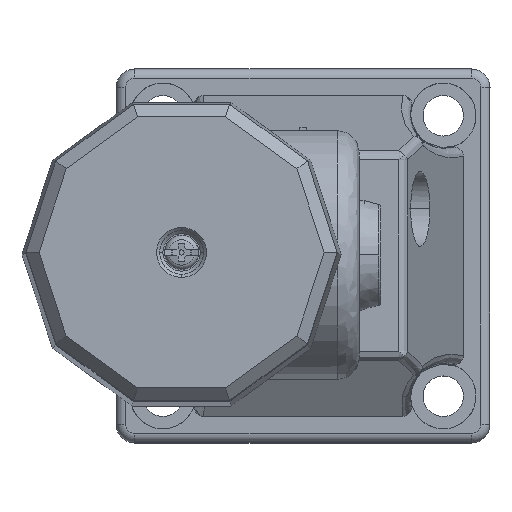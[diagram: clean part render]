
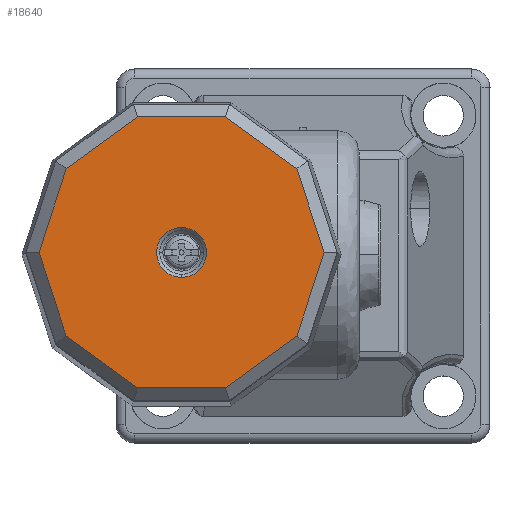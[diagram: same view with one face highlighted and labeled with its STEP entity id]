
A CAD part, top view. The second image highlights one B-rep face of the part: STEP entity #18640.
In plain terms, the highlighted planar face has unit normal (0, 0, 1).
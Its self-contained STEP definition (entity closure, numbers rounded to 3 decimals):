
#17872=CARTESIAN_POINT('',(-19.5,-4.,336.));
#17873=VERTEX_POINT('',#17872);
#17882=CARTESIAN_POINT('',(-19.5,4.,336.));
#17883=VERTEX_POINT('',#17882);
#17884=CARTESIAN_POINT('',(-19.5,0.,336.));
#17885=DIRECTION('',(0.0,0.0,1.0));
#17886=DIRECTION('',(0.0,-1.0,0.0));
#17887=AXIS2_PLACEMENT_3D('',#17884,#17885,#17886);
#17888=CIRCLE('',#17887,4.0);
#17889=EDGE_CURVE('',#17873,#17883,#17888,.T.);
#18378=CARTESIAN_POINT('',(-26.567,-21.75,336.));
#18379=VERTEX_POINT('',#18378);
#18380=CARTESIAN_POINT('',(-38.002,-13.442,336.));
#18381=VERTEX_POINT('',#18380);
#18382=CARTESIAN_POINT('',(-26.567,-21.75,336.));
#18383=DIRECTION('',(-0.809,0.588,0.0));
#18384=VECTOR('',#18383,14.134);
#18385=LINE('',#18382,#18384);
#18386=EDGE_CURVE('',#18379,#18381,#18385,.T.);
#18409=CARTESIAN_POINT('',(-42.369,0.,336.));
#18410=VERTEX_POINT('',#18409);
#18411=CARTESIAN_POINT('',(-38.002,-13.442,336.));
#18412=DIRECTION('',(-0.309,0.951,0.0));
#18413=VECTOR('',#18412,14.134);
#18414=LINE('',#18411,#18413);
#18415=EDGE_CURVE('',#18381,#18410,#18414,.T.);
#18433=CARTESIAN_POINT('',(-38.002,13.442,336.));
#18434=VERTEX_POINT('',#18433);
#18435=CARTESIAN_POINT('',(-42.369,0.,336.));
#18436=DIRECTION('',(0.309,0.951,0.0));
#18437=VECTOR('',#18436,14.134);
#18438=LINE('',#18435,#18437);
#18439=EDGE_CURVE('',#18410,#18434,#18438,.T.);
#18457=CARTESIAN_POINT('',(-26.567,21.75,336.));
#18458=VERTEX_POINT('',#18457);
#18459=CARTESIAN_POINT('',(-38.002,13.442,336.));
#18460=DIRECTION('',(0.809,0.588,0.0));
#18461=VECTOR('',#18460,14.134);
#18462=LINE('',#18459,#18461);
#18463=EDGE_CURVE('',#18434,#18458,#18462,.T.);
#18481=CARTESIAN_POINT('',(-12.433,21.75,336.));
#18482=VERTEX_POINT('',#18481);
#18483=CARTESIAN_POINT('',(-26.567,21.75,336.));
#18484=DIRECTION('',(1.0,0.0,0.0));
#18485=VECTOR('',#18484,14.134);
#18486=LINE('',#18483,#18485);
#18487=EDGE_CURVE('',#18458,#18482,#18486,.T.);
#18505=CARTESIAN_POINT('',(-0.998,13.442,336.));
#18506=VERTEX_POINT('',#18505);
#18507=CARTESIAN_POINT('',(-12.433,21.75,336.));
#18508=DIRECTION('',(0.809,-0.588,0.0));
#18509=VECTOR('',#18508,14.134);
#18510=LINE('',#18507,#18509);
#18511=EDGE_CURVE('',#18482,#18506,#18510,.T.);
#18529=CARTESIAN_POINT('',(3.369,0.,336.));
#18530=VERTEX_POINT('',#18529);
#18531=CARTESIAN_POINT('',(-0.998,13.442,336.));
#18532=DIRECTION('',(0.309,-0.951,0.0));
#18533=VECTOR('',#18532,14.134);
#18534=LINE('',#18531,#18533);
#18535=EDGE_CURVE('',#18506,#18530,#18534,.T.);
#18553=CARTESIAN_POINT('',(-0.998,-13.442,336.));
#18554=VERTEX_POINT('',#18553);
#18555=CARTESIAN_POINT('',(3.369,0.,336.));
#18556=DIRECTION('',(-0.309,-0.951,0.0));
#18557=VECTOR('',#18556,14.134);
#18558=LINE('',#18555,#18557);
#18559=EDGE_CURVE('',#18530,#18554,#18558,.T.);
#18577=CARTESIAN_POINT('',(-12.433,-21.75,336.));
#18578=VERTEX_POINT('',#18577);
#18579=CARTESIAN_POINT('',(-0.998,-13.442,336.));
#18580=DIRECTION('',(-0.809,-0.588,0.0));
#18581=VECTOR('',#18580,14.134);
#18582=LINE('',#18579,#18581);
#18583=EDGE_CURVE('',#18554,#18578,#18582,.T.);
#18601=CARTESIAN_POINT('',(-12.433,-21.75,336.));
#18602=DIRECTION('',(-1.0,0.0,0.0));
#18603=VECTOR('',#18602,14.134);
#18604=LINE('',#18601,#18603);
#18605=EDGE_CURVE('',#18578,#18379,#18604,.T.);
#18613=CARTESIAN_POINT('',(-19.5,0.,336.));
#18614=DIRECTION('',(0.0,0.0,1.0));
#18615=DIRECTION('',(0.0,1.0,0.0));
#18616=AXIS2_PLACEMENT_3D('',#18613,#18614,#18615);
#18617=PLANE('',#18616);
#18618=ORIENTED_EDGE('',*,*,#18386,.F.);
#18619=ORIENTED_EDGE('',*,*,#18605,.F.);
#18620=ORIENTED_EDGE('',*,*,#18583,.F.);
#18621=ORIENTED_EDGE('',*,*,#18559,.F.);
#18622=ORIENTED_EDGE('',*,*,#18535,.F.);
#18623=ORIENTED_EDGE('',*,*,#18511,.F.);
#18624=ORIENTED_EDGE('',*,*,#18487,.F.);
#18625=ORIENTED_EDGE('',*,*,#18463,.F.);
#18626=ORIENTED_EDGE('',*,*,#18439,.F.);
#18627=ORIENTED_EDGE('',*,*,#18415,.F.);
#18628=EDGE_LOOP('',(#18618,#18619,#18620,#18621,#18622,#18623,#18624,#18625,#18626,#18627));
#18629=FACE_OUTER_BOUND('',#18628,.T.);
#18630=CARTESIAN_POINT('',(-19.5,0.,336.));
#18631=DIRECTION('',(0.0,0.0,1.0));
#18632=DIRECTION('',(0.0,-1.0,0.0));
#18633=AXIS2_PLACEMENT_3D('',#18630,#18631,#18632);
#18634=CIRCLE('',#18633,4.0);
#18635=EDGE_CURVE('',#17883,#17873,#18634,.T.);
#18636=ORIENTED_EDGE('',*,*,#18635,.F.);
#18637=ORIENTED_EDGE('',*,*,#17889,.F.);
#18638=EDGE_LOOP('',(#18636,#18637));
#18639=FACE_BOUND('',#18638,.T.);
#18640=ADVANCED_FACE('',(#18629,#18639),#18617,.T.);
